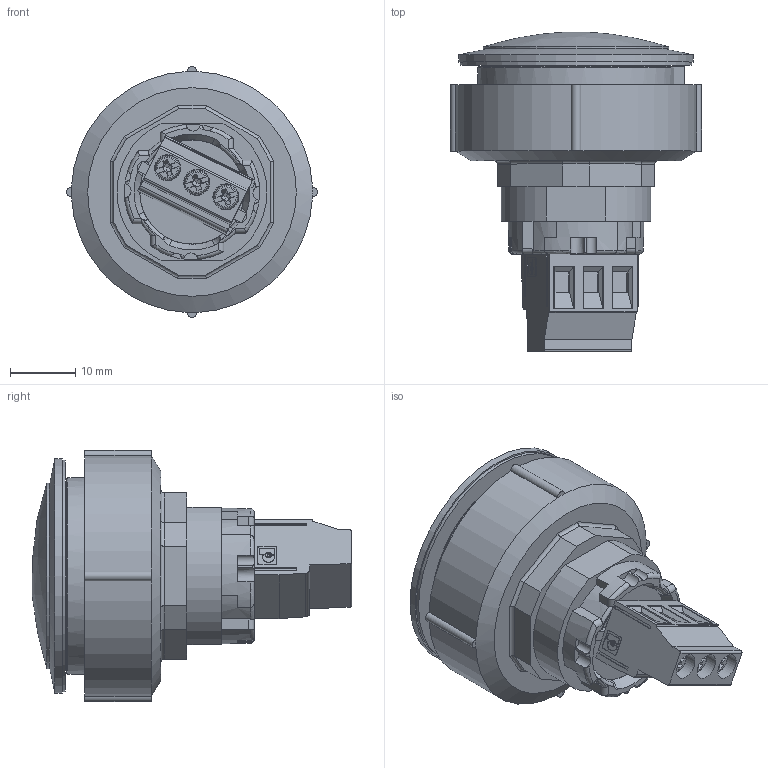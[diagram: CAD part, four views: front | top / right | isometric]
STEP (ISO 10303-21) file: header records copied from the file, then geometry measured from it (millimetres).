
FILE_DESCRIPTION(/* description */ (''),/* implementation_level */ '2;1');
FILE_NAME(/* name */ 'KRJL_230R_G_vereinfacht.stp',/* time_stamp */ '2018-04-17T15:33:42+02:00',/* author */ ('mreiber'),/* organization */ (''),/* preprocessor_version */ 'ST-DEVELOPER v16.1',/* originating_system */ 'Autodesk Inventor 2016',/* authorisation */ '');
FILE_SCHEMA (('AUTOMOTIVE_DESIGN { 1 0 10303 214 3 1 1 }'));
Length unit declared in the file: centimetre
Products named in the file (1): KRJL_230R_G_vereinfacht
Bounding box: 38.49 x 49.05 x 38.49 mm (x, y, z)
Volume: 22884.2 mm3; surface area: 9805.1 mm2
Topology: 1 solids, 4 shells, 514 faces, 1368 edges, 875 vertices
Faces by surface type: plane 360, cylinder 96, torus 33, cone 22, sphere 3
Full cylindrical faces by diameter (mm): 0.457 x1, 1.3 x3, 4 x3, 20.823 x1, 22.8 x1, 26 x1, 28.4 x1, 28.797 x1, 29 x1, 30.2 x1, 34 x1, 35.5 x1, 36 x1
Entity records: 16046 total; most frequent: CARTESIAN_POINT 3431, ORIENTED_EDGE 2628, DIRECTION 2546, EDGE_CURVE 1314, LINE 936, VECTOR 936, VERTEX_POINT 856, AXIS2_PLACEMENT_3D 805
